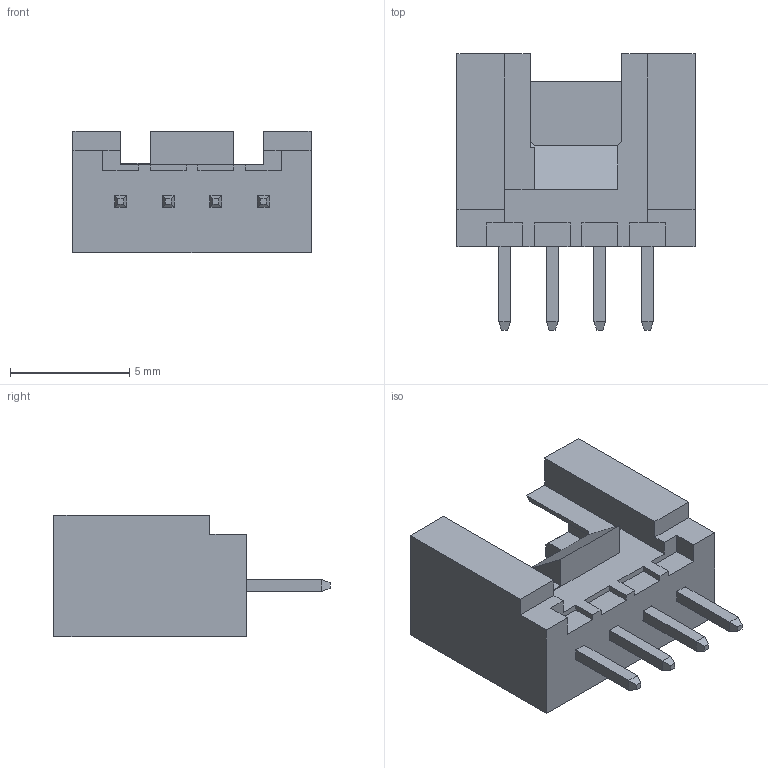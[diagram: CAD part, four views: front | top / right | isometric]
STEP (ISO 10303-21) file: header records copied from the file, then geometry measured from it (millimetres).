
FILE_DESCRIPTION (( 'STEP AP214' ), '1' );
FILE_NAME ('110990030.STEP', '2021-02-17T23:51:10', ( '' ), ( '' ), 'SwSTEP 2.0', 'SolidWorks 2017', '' );
FILE_SCHEMA (( 'AUTOMOTIVE_DESIGN' ));
Length unit declared in the file: millimetre
Products named in the file (1): 110990030
Bounding box: 10 x 11.6 x 5.1 mm (x, y, z)
Volume: 181.7 mm3; surface area: 553.7 mm2
Topology: 5 solids, 5 shells, 136 faces, 332 edges, 206 vertices
Faces by surface type: plane 136
Entity records: 3934 total; most frequent: CARTESIAN_POINT 675, ORIENTED_EDGE 664, DIRECTION 606, LINE 332, VECTOR 332, EDGE_CURVE 332, VERTEX_POINT 206, EDGE_LOOP 144
